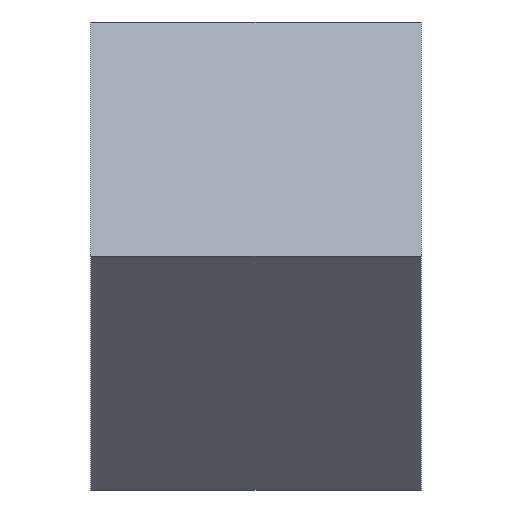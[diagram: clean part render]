
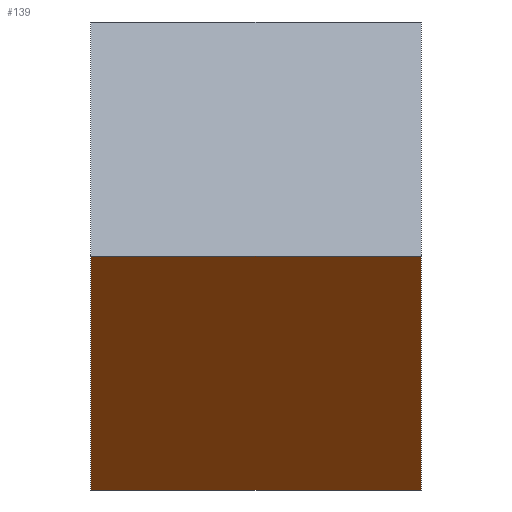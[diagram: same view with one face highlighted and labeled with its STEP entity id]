
A CAD part, front view. The second image highlights one B-rep face of the part: STEP entity #139.
In plain terms, the highlighted face is planar.
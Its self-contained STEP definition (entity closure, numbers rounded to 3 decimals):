
#17 = VECTOR ( 'NONE', #264, 1000. ) ;
#30 = ORIENTED_EDGE ( 'NONE', *, *, #281, .F. ) ;
#35 = VECTOR ( 'NONE', #94, 1000. ) ;
#39 = CARTESIAN_POINT ( 'NONE',  ( 5., 0., -7.071 ) ) ;
#61 = EDGE_CURVE ( 'NONE', #335, #218, #318, .T. ) ;
#64 = VERTEX_POINT ( 'NONE', #230 ) ;
#91 = DIRECTION ( 'NONE',  ( -1., 0., 0. ) ) ;
#94 = DIRECTION ( 'NONE',  ( -1., 0., 0. ) ) ;
#104 = LINE ( 'NONE', #321, #17 ) ;
#117 = VECTOR ( 'NONE', #128, 1000. ) ;
#120 = CARTESIAN_POINT ( 'NONE',  ( 5., 0., -7.071 ) ) ;
#128 = DIRECTION ( 'NONE',  ( 0., 0.707, 0.707 ) ) ;
#139 = ADVANCED_FACE ( 'NONE', ( #239 ), #292, .F. ) ;
#141 = VERTEX_POINT ( 'NONE', #39 ) ;
#146 = CARTESIAN_POINT ( 'NONE',  ( 5., 7.071, 0. ) ) ;
#149 = DIRECTION ( 'NONE',  ( 0., -0.707, 0.707 ) ) ;
#152 = ORIENTED_EDGE ( 'NONE', *, *, #177, .T. ) ;
#159 = ORIENTED_EDGE ( 'NONE', *, *, #61, .F. ) ;
#162 = EDGE_CURVE ( 'NONE', #64, #218, #104, .T. ) ;
#164 = EDGE_LOOP ( 'NONE', ( #225, #159, #30, #152 ) ) ;
#168 = LINE ( 'NONE', #263, #35 ) ;
#172 = VECTOR ( 'NONE', #91, 1000. ) ;
#175 = DIRECTION ( 'NONE',  ( 0., -0.707, -0.707 ) ) ;
#177 = EDGE_CURVE ( 'NONE', #141, #64, #168, .T. ) ;
#210 = LINE ( 'NONE', #120, #117 ) ;
#218 = VERTEX_POINT ( 'NONE', #297 ) ;
#225 = ORIENTED_EDGE ( 'NONE', *, *, #162, .T. ) ;
#230 = CARTESIAN_POINT ( 'NONE',  ( -5., 0., -7.071 ) ) ;
#239 = FACE_OUTER_BOUND ( 'NONE', #164, .T. ) ;
#263 = CARTESIAN_POINT ( 'NONE',  ( 5., 0., -7.071 ) ) ;
#264 = DIRECTION ( 'NONE',  ( 0., 0.707, 0.707 ) ) ;
#281 = EDGE_CURVE ( 'NONE', #141, #335, #210, .T. ) ;
#292 = PLANE ( 'NONE',  #322 ) ;
#297 = CARTESIAN_POINT ( 'NONE',  ( -5., 7.071, 0. ) ) ;
#299 = CARTESIAN_POINT ( 'NONE',  ( 5., 7.071, 0. ) ) ;
#318 = LINE ( 'NONE', #299, #172 ) ;
#321 = CARTESIAN_POINT ( 'NONE',  ( -5., 0., -7.071 ) ) ;
#322 = AXIS2_PLACEMENT_3D ( 'NONE', #323, #149, #175 ) ;
#323 = CARTESIAN_POINT ( 'NONE',  ( 5., 0., -7.071 ) ) ;
#335 = VERTEX_POINT ( 'NONE', #146 ) ;
